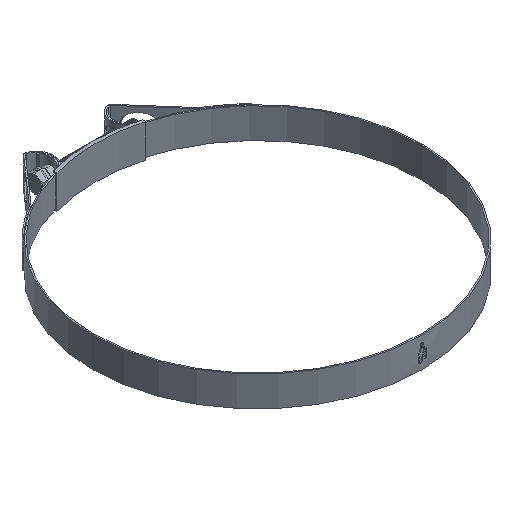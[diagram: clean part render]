
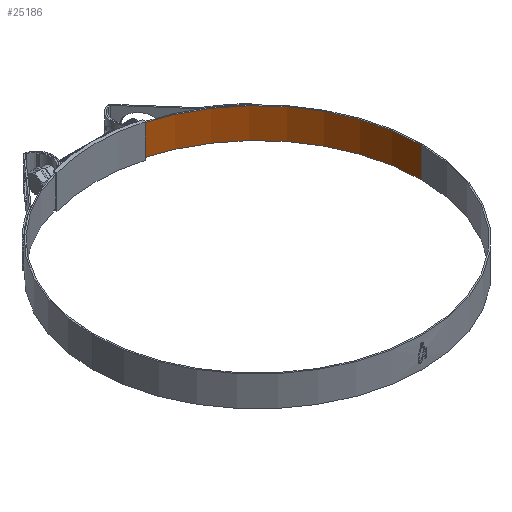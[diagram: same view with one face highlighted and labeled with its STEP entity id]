
A CAD part, isometric view. The second image highlights one B-rep face of the part: STEP entity #25186.
In plain terms, the highlighted cylindrical face has radius 152 mm (diameter 304 mm), a partial arc.
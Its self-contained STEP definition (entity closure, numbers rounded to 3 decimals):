
#1452 = EDGE_CURVE ( 'NONE', #38273, #13927, #17214, .T. ) ;
#2174 = CARTESIAN_POINT ( 'NONE',  ( 0., 0., 14. ) ) ;
#2304 = CARTESIAN_POINT ( 'NONE',  ( 38.675, 146.997, 14. ) ) ;
#2643 = AXIS2_PLACEMENT_3D ( 'NONE', #2174, #8516, #23413 ) ;
#2958 = CARTESIAN_POINT ( 'NONE',  ( 38.675, 146.997, -14. ) ) ;
#5727 = DIRECTION ( 'NONE',  ( 0., 0., -1. ) ) ;
#8340 = CARTESIAN_POINT ( 'NONE',  ( 0., 0., -14. ) ) ;
#8516 = DIRECTION ( 'NONE',  ( 0., 0., -1. ) ) ;
#9281 = VERTEX_POINT ( 'NONE', #18151 ) ;
#10706 = DIRECTION ( 'NONE',  ( 0., 0., -1. ) ) ;
#10961 = DIRECTION ( 'NONE',  ( 0., 0., -1. ) ) ;
#11384 = EDGE_LOOP ( 'NONE', ( #25807, #15668, #28418, #19935 ) ) ;
#12327 = CIRCLE ( 'NONE', #20590, 152. ) ;
#13109 = AXIS2_PLACEMENT_3D ( 'NONE', #38095, #10961, #23464 ) ;
#13836 = EDGE_CURVE ( 'NONE', #13927, #9281, #12327, .T. ) ;
#13927 = VERTEX_POINT ( 'NONE', #2958 ) ;
#15668 = ORIENTED_EDGE ( 'NONE', *, *, #32713, .F. ) ;
#16010 = VECTOR ( 'NONE', #29300, 1000. ) ;
#17214 = LINE ( 'NONE', #32277, #16010 ) ;
#17462 = DIRECTION ( 'NONE',  ( -1., 0., 0. ) ) ;
#18151 = CARTESIAN_POINT ( 'NONE',  ( 152., 0., -14. ) ) ;
#19935 = ORIENTED_EDGE ( 'NONE', *, *, #13836, .T. ) ;
#20590 = AXIS2_PLACEMENT_3D ( 'NONE', #8340, #5727, #17462 ) ;
#22341 = VECTOR ( 'NONE', #10706, 1000. ) ;
#23273 = FACE_OUTER_BOUND ( 'NONE', #11384, .T. ) ;
#23413 = DIRECTION ( 'NONE',  ( -1., 0., 0. ) ) ;
#23464 = DIRECTION ( 'NONE',  ( -1., 0., 0. ) ) ;
#25186 = ADVANCED_FACE ( 'NONE', ( #23273 ), #26045, .F. ) ;
#25591 = CARTESIAN_POINT ( 'NONE',  ( 152., 0., 14. ) ) ;
#25807 = ORIENTED_EDGE ( 'NONE', *, *, #34886, .F. ) ;
#26045 = CYLINDRICAL_SURFACE ( 'NONE', #13109, 152. ) ;
#26114 = CIRCLE ( 'NONE', #2643, 152. ) ;
#27843 = VERTEX_POINT ( 'NONE', #28356 ) ;
#28356 = CARTESIAN_POINT ( 'NONE',  ( 152., 0., 14. ) ) ;
#28418 = ORIENTED_EDGE ( 'NONE', *, *, #1452, .T. ) ;
#29300 = DIRECTION ( 'NONE',  ( 0., 0., -1. ) ) ;
#32277 = CARTESIAN_POINT ( 'NONE',  ( 38.675, 146.997, 14. ) ) ;
#32713 = EDGE_CURVE ( 'NONE', #38273, #27843, #26114, .T. ) ;
#34886 = EDGE_CURVE ( 'NONE', #27843, #9281, #35090, .T. ) ;
#35090 = LINE ( 'NONE', #25591, #22341 ) ;
#38095 = CARTESIAN_POINT ( 'NONE',  ( 0., 0., 14. ) ) ;
#38273 = VERTEX_POINT ( 'NONE', #2304 ) ;
